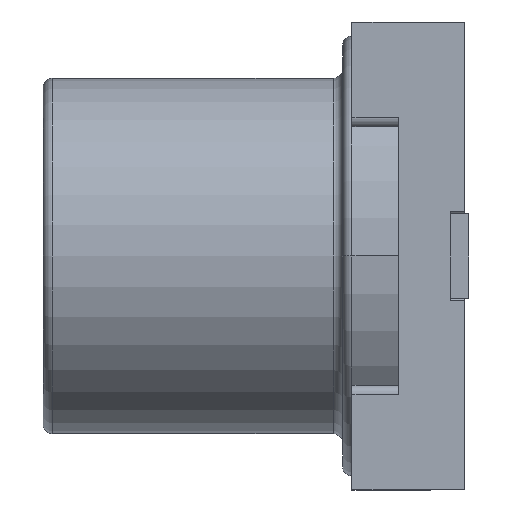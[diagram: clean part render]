
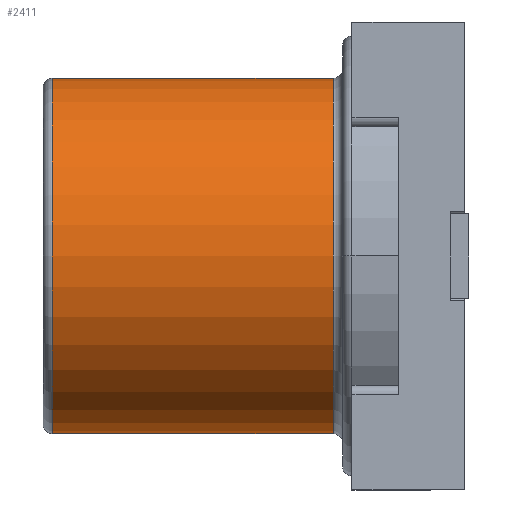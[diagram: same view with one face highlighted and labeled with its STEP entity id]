
A CAD part, left-side view. The second image highlights one B-rep face of the part: STEP entity #2411.
In plain terms, the highlighted cylindrical face has radius 1.9 mm (diameter 3.8 mm), a partial arc.
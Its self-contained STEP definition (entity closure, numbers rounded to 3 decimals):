
#27 = EDGE_CURVE ( 'NONE', #4041, #3887, #4231, .T. ) ;
#572 = CARTESIAN_POINT ( 'NONE',  ( -3.05, 4.4, 1.9 ) ) ;
#792 = CARTESIAN_POINT ( 'NONE',  ( -3.05, 4.4, 0. ) ) ;
#1015 = DIRECTION ( 'NONE',  ( 0., 1., 0. ) ) ;
#1182 = CARTESIAN_POINT ( 'NONE',  ( -3.05, 1.4, -1.9 ) ) ;
#1253 = VECTOR ( 'NONE', #1930, 1000. ) ;
#1365 = VECTOR ( 'NONE', #5822, 1000. ) ;
#1390 = DIRECTION ( 'NONE',  ( 0., 0., 1. ) ) ;
#1823 = VERTEX_POINT ( 'NONE', #572 ) ;
#1930 = DIRECTION ( 'NONE',  ( 0., -1., 0. ) ) ;
#2153 = EDGE_LOOP ( 'NONE', ( #6289, #3112, #4295, #5698 ) ) ;
#2411 = ADVANCED_FACE ( 'NONE', ( #6124 ), #5392, .T. ) ;
#2540 = DIRECTION ( 'NONE',  ( 0., -1., 0. ) ) ;
#2730 = EDGE_CURVE ( 'NONE', #1823, #5257, #3947, .T. ) ;
#2892 = LINE ( 'NONE', #4090, #1365 ) ;
#3112 = ORIENTED_EDGE ( 'NONE', *, *, #27, .T. ) ;
#3130 = CARTESIAN_POINT ( 'NONE',  ( -3.05, 4.5, 0. ) ) ;
#3157 = DIRECTION ( 'NONE',  ( 0., 0., -1. ) ) ;
#3887 = VERTEX_POINT ( 'NONE', #5333 ) ;
#3894 = CARTESIAN_POINT ( 'NONE',  ( -3.05, 1.4, 0. ) ) ;
#3947 = CIRCLE ( 'NONE', #7032, 1.9 ) ;
#3951 = AXIS2_PLACEMENT_3D ( 'NONE', #3894, #1015, #5204 ) ;
#4041 = VERTEX_POINT ( 'NONE', #1182 ) ;
#4090 = CARTESIAN_POINT ( 'NONE',  ( -3.05, 4.5, -1.9 ) ) ;
#4231 = CIRCLE ( 'NONE', #3951, 1.9 ) ;
#4295 = ORIENTED_EDGE ( 'NONE', *, *, #6858, .F. ) ;
#4715 = AXIS2_PLACEMENT_3D ( 'NONE', #3130, #2540, #3157 ) ;
#4826 = DIRECTION ( 'NONE',  ( 0., -1., 0. ) ) ;
#5204 = DIRECTION ( 'NONE',  ( 0., 0., 1. ) ) ;
#5257 = VERTEX_POINT ( 'NONE', #6446 ) ;
#5333 = CARTESIAN_POINT ( 'NONE',  ( -3.05, 1.4, 1.9 ) ) ;
#5392 = CYLINDRICAL_SURFACE ( 'NONE', #4715, 1.9 ) ;
#5399 = CARTESIAN_POINT ( 'NONE',  ( -3.05, 4.5, 1.9 ) ) ;
#5698 = ORIENTED_EDGE ( 'NONE', *, *, #2730, .T. ) ;
#5822 = DIRECTION ( 'NONE',  ( 0., -1., 0. ) ) ;
#5839 = LINE ( 'NONE', #5399, #1253 ) ;
#6124 = FACE_OUTER_BOUND ( 'NONE', #2153, .T. ) ;
#6289 = ORIENTED_EDGE ( 'NONE', *, *, #6330, .T. ) ;
#6330 = EDGE_CURVE ( 'NONE', #5257, #4041, #2892, .T. ) ;
#6446 = CARTESIAN_POINT ( 'NONE',  ( -3.05, 4.4, -1.9 ) ) ;
#6858 = EDGE_CURVE ( 'NONE', #1823, #3887, #5839, .T. ) ;
#7032 = AXIS2_PLACEMENT_3D ( 'NONE', #792, #4826, #1390 ) ;
